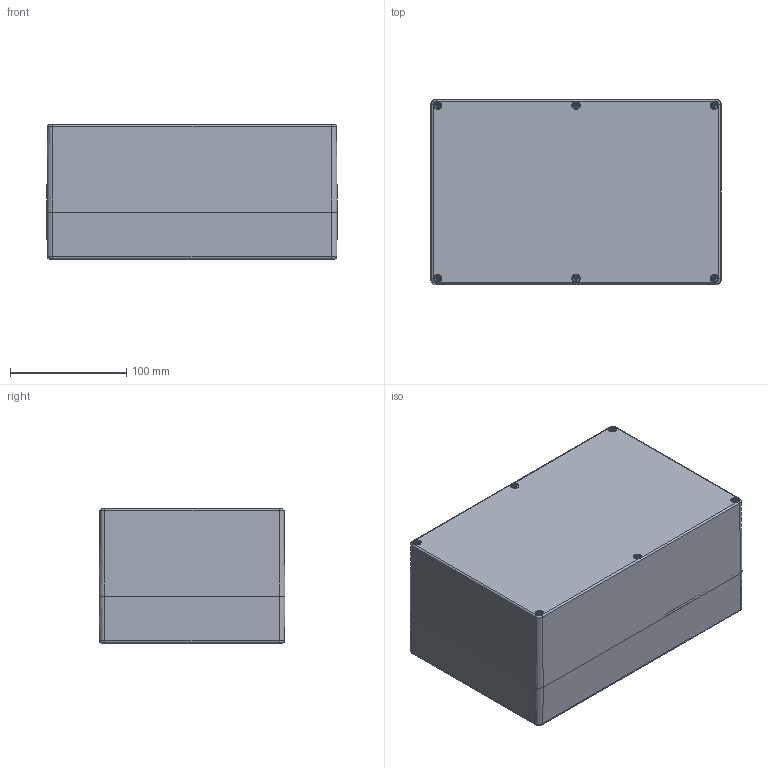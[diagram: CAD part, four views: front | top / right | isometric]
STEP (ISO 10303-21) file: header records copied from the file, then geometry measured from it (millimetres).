
FILE_DESCRIPTION((''),'2;1');
FILE_NAME('0402107500-MBT_251611-K_VE.stp','2015-12-22T14:46:29',('robin.rentz'),(''),'Autodesk Inventor 2012','Autodesk Inventor 2012','');
FILE_SCHEMA(('AUTOMOTIVE_DESIGN { 1 2 10303 214 0 1 1 1 }'));
Length unit declared in the file: millimetre
Products named in the file (6): 0402107500-MBT_251611-K_VE; 0401107202-UT_251640_VE; 0302107701-OT_251675-K_VE; xxx-O-Ring--OT--MBM-MBT_251675; Gewindebuchse M4x10,9; Flachkopfschraube mit Kreuzschlitz - Typ IA - Metrisch M4x0.7 x 20
Assembly tree (15 placements, depth 2):
  0402107500-MBT_251611-K_VE
    0401107202-UT_251640_VE
    0302107701-OT_251675-K_VE
    xxx-O-Ring--OT--MBM-MBT_251675
    Gewindebuchse M4x10,9  x6
    Flachkopfschraube mit Kreuzschlitz - Typ IA - Metrisch M4x0.7 x 20  x6
Bounding box: 250 x 160 x 115.53 mm (x, y, z)
Volume: 702412.4 mm3; surface area: 389844.1 mm2
Topology: 15 solids, 15 shells, 2231 faces, 5426 edges, 3296 vertices
Faces by surface type: plane 911, cylinder 608, cone 546, torus 160, sphere 6
Full cylindrical faces by diameter (mm): 3.242 x6, 3.3 x6, 4 x6, 4.4 x6, 4.5 x10, 4.9 x6, 5.1 x6, 7 x6, 7.2 x12, 7.5 x6
Entity records: 29212 total; most frequent: CARTESIAN_POINT 5580, DIRECTION 5298, ORIENTED_EDGE 4620, EDGE_CURVE 2310, AXIS2_PLACEMENT_3D 2154, VERTEX_POINT 1472, EDGE_LOOP 1190, CIRCLE 1112
